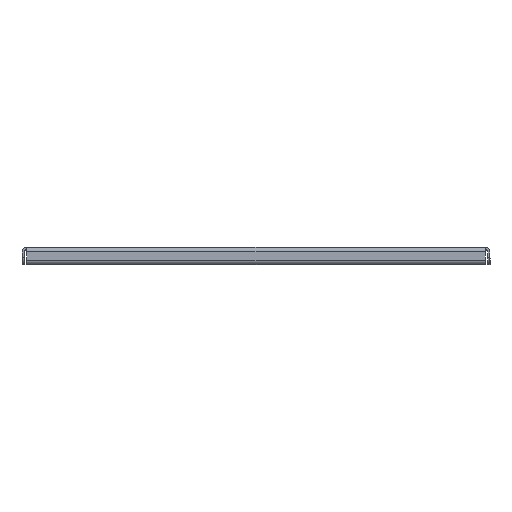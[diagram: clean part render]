
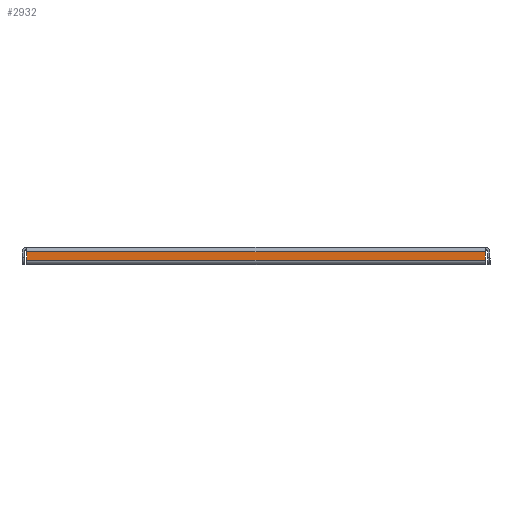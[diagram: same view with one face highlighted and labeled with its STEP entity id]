
A CAD part, front view. The second image highlights one B-rep face of the part: STEP entity #2932.
In plain terms, the highlighted planar face has unit normal (0, -1, 0).
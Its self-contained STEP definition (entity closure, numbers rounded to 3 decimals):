
#48 = DIRECTION ( 'NONE',  ( 0., 0., -1. ) ) ;
#271 = FACE_OUTER_BOUND ( 'NONE', #2534, .T. ) ;
#293 = CARTESIAN_POINT ( 'NONE',  ( 195.5, -400., -4. ) ) ;
#308 = CARTESIAN_POINT ( 'NONE',  ( 195.5, -400., -2. ) ) ;
#341 = VERTEX_POINT ( 'NONE', #2733 ) ;
#347 = DIRECTION ( 'NONE',  ( 1., 0., 0. ) ) ;
#386 = ORIENTED_EDGE ( 'NONE', *, *, #1945, .F. ) ;
#620 = CARTESIAN_POINT ( 'NONE',  ( -195.5, -400., -4. ) ) ;
#662 = ORIENTED_EDGE ( 'NONE', *, *, #2607, .F. ) ;
#673 = VERTEX_POINT ( 'NONE', #2312 ) ;
#725 = CARTESIAN_POINT ( 'NONE',  ( -195.5, -400., -11. ) ) ;
#873 = EDGE_CURVE ( 'NONE', #1572, #673, #2802, .T. ) ;
#979 = DIRECTION ( 'NONE',  ( 0., 0., 1. ) ) ;
#986 = VECTOR ( 'NONE', #1226, 1000. ) ;
#995 = VECTOR ( 'NONE', #2849, 1000. ) ;
#1022 = LINE ( 'NONE', #1778, #995 ) ;
#1175 = LINE ( 'NONE', #725, #986 ) ;
#1226 = DIRECTION ( 'NONE',  ( 1., 0., 0. ) ) ;
#1299 = CARTESIAN_POINT ( 'NONE',  ( 195.5, -400., -11. ) ) ;
#1374 = VECTOR ( 'NONE', #48, 1000. ) ;
#1436 = CARTESIAN_POINT ( 'NONE',  ( 0., -400., 0. ) ) ;
#1565 = AXIS2_PLACEMENT_3D ( 'NONE', #1436, #2159, #979 ) ;
#1572 = VERTEX_POINT ( 'NONE', #620 ) ;
#1657 = LINE ( 'NONE', #308, #1374 ) ;
#1728 = VECTOR ( 'NONE', #347, 1000. ) ;
#1752 = VERTEX_POINT ( 'NONE', #1299 ) ;
#1778 = CARTESIAN_POINT ( 'NONE',  ( -195.5, -400., -15. ) ) ;
#1945 = EDGE_CURVE ( 'NONE', #341, #1572, #1022, .T. ) ;
#2159 = DIRECTION ( 'NONE',  ( 0., 1., 0. ) ) ;
#2312 = CARTESIAN_POINT ( 'NONE',  ( 195.5, -400., -4. ) ) ;
#2329 = PLANE ( 'NONE',  #1565 ) ;
#2534 = EDGE_LOOP ( 'NONE', ( #2682, #662, #2739, #386 ) ) ;
#2607 = EDGE_CURVE ( 'NONE', #673, #1752, #1657, .T. ) ;
#2682 = ORIENTED_EDGE ( 'NONE', *, *, #2873, .T. ) ;
#2733 = CARTESIAN_POINT ( 'NONE',  ( -195.5, -400., -11. ) ) ;
#2739 = ORIENTED_EDGE ( 'NONE', *, *, #873, .F. ) ;
#2802 = LINE ( 'NONE', #293, #1728 ) ;
#2849 = DIRECTION ( 'NONE',  ( 0., 0., 1. ) ) ;
#2873 = EDGE_CURVE ( 'NONE', #341, #1752, #1175, .T. ) ;
#2932 = ADVANCED_FACE ( 'NONE', ( #271 ), #2329, .F. ) ;
